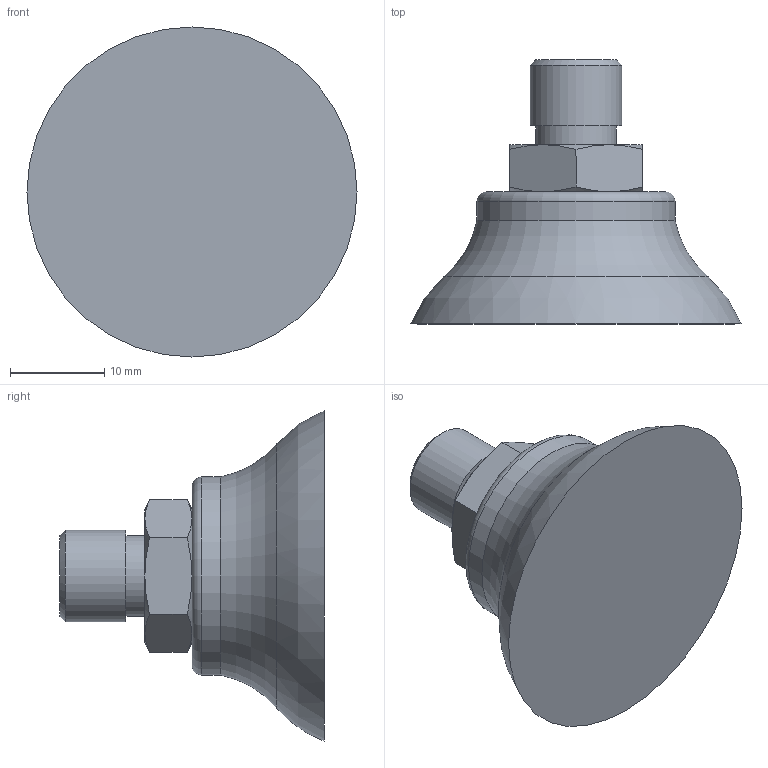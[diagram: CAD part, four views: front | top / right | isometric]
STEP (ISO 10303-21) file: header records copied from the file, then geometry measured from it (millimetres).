
FILE_DESCRIPTION(/* description */ (''),/* implementation_level */ '2;1');
FILE_NAME(/* name */ 'vcs37nit_rac5r1-8m.stp',/* time_stamp */ '2020-09-22T08:10:58+02:00',/* author */ ('enginyeria'),/* organization */ (''),/* preprocessor_version */ 'ST-DEVELOPER v17.2',/* originating_system */ 'Autodesk Inventor 2019',/* authorisation */ '');
FILE_SCHEMA (('CONFIG_CONTROL_DESIGN'));
Length unit declared in the file: millimetre
Products named in the file (1): vcs37nit_rac5r1-8m
Bounding box: 35 x 28 x 35 mm (x, y, z)
Volume: 9154.6 mm3; surface area: 3260.6 mm2
Topology: 1 solids, 1 shells, 33 faces, 78 edges, 51 vertices
Faces by surface type: cone 14, plane 12, cylinder 4, torus 2, bspline 1
Full cylindrical faces by diameter (mm): 3 x1, 8.569 x1, 9.731 x1, 21 x1
Entity records: 1033 total; most frequent: CARTESIAN_POINT 237, DIRECTION 162, ORIENTED_EDGE 156, EDGE_CURVE 78, AXIS2_PLACEMENT_3D 75, VERTEX_POINT 51, CIRCLE 42, EDGE_LOOP 37
